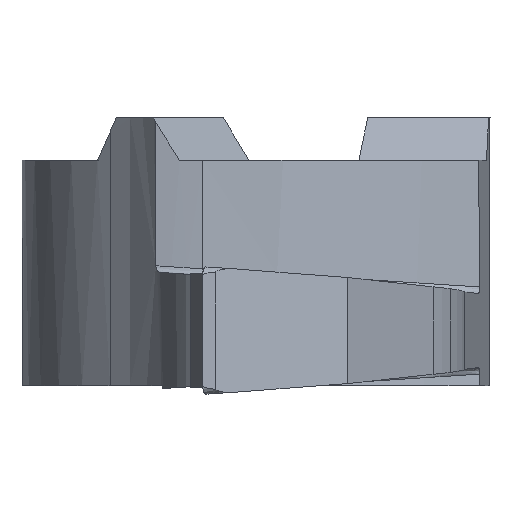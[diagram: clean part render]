
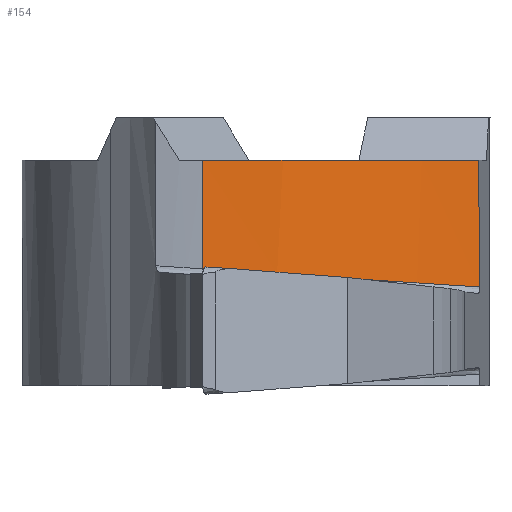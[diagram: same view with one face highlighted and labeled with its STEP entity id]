
A CAD part, left-side view. The second image highlights one B-rep face of the part: STEP entity #154.
In plain terms, the highlighted free-form (B-spline) face has degree [1, 3] with [2, 4] control points.
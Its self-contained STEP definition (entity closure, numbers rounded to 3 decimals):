
#48=(
BOUNDED_SURFACE()
B_SPLINE_SURFACE(1,3,((#1957,#1958,#1959,#1960),(#1961,#1962,#1963,#1964)),
 .UNSPECIFIED.,.F.,.F.,.F.)
B_SPLINE_SURFACE_WITH_KNOTS((2,2),(4,4),(0.,1.),(0.,1.),.UNSPECIFIED.)
GEOMETRIC_REPRESENTATION_ITEM()
RATIONAL_B_SPLINE_SURFACE(((1.,0.969,0.969,1.),
(1.,0.969,0.969,1.)))
REPRESENTATION_ITEM('')
SURFACE()
);
#154=ADVANCED_FACE('',(#212),#48,.F.);
#212=FACE_OUTER_BOUND('',#270,.T.);
#270=EDGE_LOOP('',(#599,#600,#601,#602));
#324=LINE('',#1956,#370);
#370=VECTOR('',#1358,1.);
#599=ORIENTED_EDGE('',*,*,#873,.T.);
#600=ORIENTED_EDGE('',*,*,#835,.F.);
#601=ORIENTED_EDGE('',*,*,#900,.T.);
#602=ORIENTED_EDGE('',*,*,#898,.F.);
#727=VERTEX_POINT('',#1632);
#728=VERTEX_POINT('',#1637);
#750=VERTEX_POINT('',#1763);
#760=VERTEX_POINT('',#1938);
#835=EDGE_CURVE('',#727,#728,#996,.T.);
#873=EDGE_CURVE('',#750,#728,#1001,.T.);
#898=EDGE_CURVE('',#750,#760,#978,.T.);
#900=EDGE_CURVE('',#727,#760,#324,.T.);
#978=CIRCLE('',#1141,11.554);
#996=B_SPLINE_CURVE_WITH_KNOTS('',3,(#1633,#1634,#1635,#1636),
 .UNSPECIFIED.,.F.,.F.,(4,4),(0.,1.),.UNSPECIFIED.);
#1001=B_SPLINE_CURVE_WITH_KNOTS('',3,(#1753,#1754,#1755,#1756,#1757,#1758,
#1759,#1760,#1761,#1762),.UNSPECIFIED.,.F.,.F.,(4,2,2,2,4),(0.,0.334,
0.668,0.835,1.),.UNSPECIFIED.);
#1141=AXIS2_PLACEMENT_3D('',#1937,#1354,#1355);
#1354=DIRECTION('',(0.,0.065,-0.998));
#1355=DIRECTION('',(0.,0.998,0.065));
#1358=DIRECTION('',(0.,0.,-1.));
#1632=CARTESIAN_POINT('',(-5.55,1.25,-0.1));
#1633=CARTESIAN_POINT('',(-5.55,1.25,-0.1));
#1634=CARTESIAN_POINT('',(-5.461,-1.085,-0.1));
#1635=CARTESIAN_POINT('',(-4.659,-3.362,-0.1));
#1636=CARTESIAN_POINT('',(-3.262,-5.236,-0.1));
#1637=CARTESIAN_POINT('',(-3.262,-5.236,-0.1));
#1753=CARTESIAN_POINT('',(-3.115,-5.249,-3.076));
#1754=CARTESIAN_POINT('',(-3.131,-5.247,-2.745));
#1755=CARTESIAN_POINT('',(-3.148,-5.246,-2.413));
#1756=CARTESIAN_POINT('',(-3.181,-5.243,-1.751));
#1757=CARTESIAN_POINT('',(-3.197,-5.241,-1.419));
#1758=CARTESIAN_POINT('',(-3.222,-5.239,-0.922));
#1759=CARTESIAN_POINT('',(-3.23,-5.238,-0.757));
#1760=CARTESIAN_POINT('',(-3.246,-5.237,-0.427));
#1761=CARTESIAN_POINT('',(-3.254,-5.236,-0.264));
#1762=CARTESIAN_POINT('',(-3.262,-5.236,-0.1));
#1763=CARTESIAN_POINT('',(-3.115,-5.249,-3.076));
#1937=CARTESIAN_POINT('',(5.988,1.852,-2.611));
#1938=CARTESIAN_POINT('',(-5.55,1.25,-2.65));
#1956=CARTESIAN_POINT('',(-5.55,1.25,-2.65));
#1957=CARTESIAN_POINT('',(-3.201,-5.318,-0.088));
#1958=CARTESIAN_POINT('',(-4.657,-3.408,0.038));
#1959=CARTESIAN_POINT('',(-5.465,-1.148,0.186));
#1960=CARTESIAN_POINT('',(-5.55,1.25,0.343));
#1961=CARTESIAN_POINT('',(-3.088,-5.282,-3.078));
#1962=CARTESIAN_POINT('',(-4.577,-3.395,-2.954));
#1963=CARTESIAN_POINT('',(-5.424,-1.148,-2.807));
#1964=CARTESIAN_POINT('',(-5.55,1.25,-2.65));
